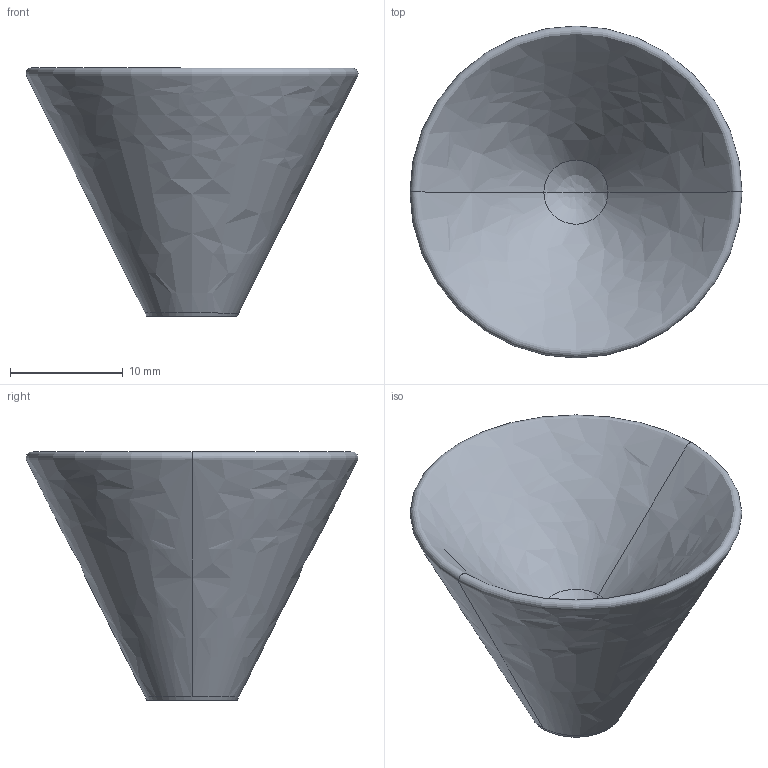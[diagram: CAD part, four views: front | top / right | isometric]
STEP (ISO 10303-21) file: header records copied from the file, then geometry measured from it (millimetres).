
FILE_DESCRIPTION(/* description */ (''),/* implementation_level */ '2;1');
FILE_NAME(/* name */ '0538_029_00.stp',/* time_stamp */ '2023-01-03T08:06:35+01:00',/* author */ ('jferrer'),/* organization */ (''),/* preprocessor_version */ 'ST-DEVELOPER v18.1',/* originating_system */ 'Autodesk Inventor 2022',/* authorisation */ '');
FILE_SCHEMA (('CONFIG_CONTROL_DESIGN'));
Length unit declared in the file: millimetre
Products named in the file (1): 0538_00
Bounding box: 29.4 x 29.39 x 21.98 mm (x, y, z)
Volume: 4897.7 mm3; surface area: 2492.7 mm2
Topology: 1 solids, 1 shells, 10 faces, 20 edges, 11 vertices
Faces by surface type: bspline 4, cone 3, plane 2, cylinder 1
Full cylindrical faces by diameter (mm): 3.242 x1
Entity records: 437 total; most frequent: CARTESIAN_POINT 213, DIRECTION 40, ORIENTED_EDGE 34, AXIS2_PLACEMENT_3D 18, EDGE_CURVE 17, EDGE_LOOP 12, CIRCLE 11, VERTEX_POINT 11
